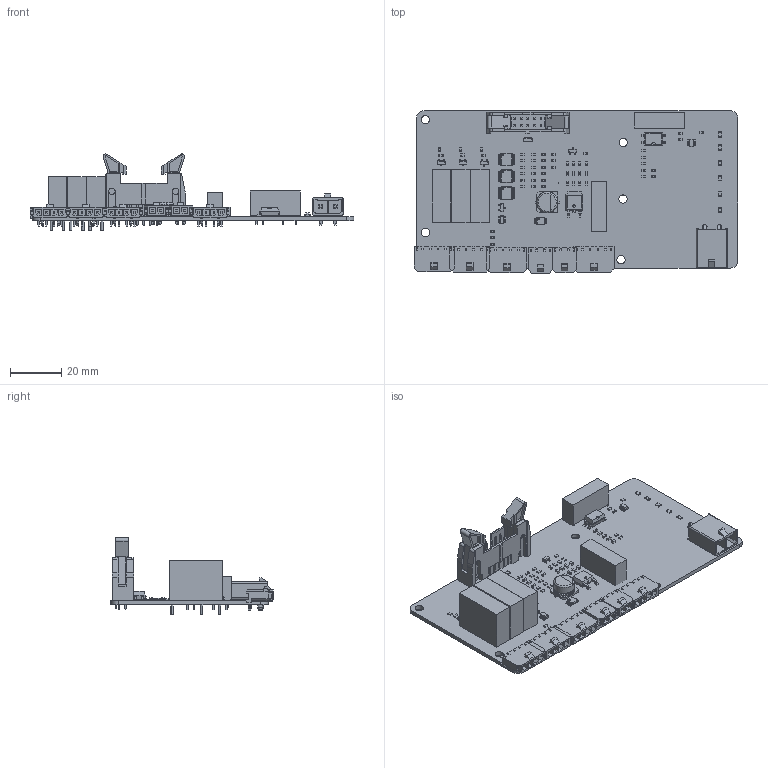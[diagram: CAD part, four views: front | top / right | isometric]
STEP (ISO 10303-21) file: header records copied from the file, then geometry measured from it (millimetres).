
FILE_DESCRIPTION(('KiCad electronic assembly'),'2;1');
FILE_NAME('rpm_TSAL.step','2024-07-23T23:30:40',('Pcbnew'),('Kicad'), 'Open CASCADE STEP processor 7.8','KiCad to STEP converter','Unknown' );
FILE_SCHEMA(('AUTOMOTIVE_DESIGN { 1 0 10303 214 1 1 1 1 }'));
Length unit declared in the file: millimetre
Products named in the file (38): rpm_TSAL 1; R_0603_1608Metric; C_0603_1608Metric; R_0805_2012Metric; SOT-23-6; SOT_23_6; TSSOP-14_4.4x5mm_P0.65mm; TSSOP_14_44x5mm_P065mm; 66200411022 (rev1); 6620xx11022; SOT-23-3; 66200211024_STP (rev1); 6620xx11024; TBA_1-1219HI; TBA1HI-SINGLE; 61201022021 (rev1); 6120xx22021; TO-252-2; CQ assembly; Nexperia_HUSON-16_USON-16-1EP_1.35x3.3mm_P0.4mm_EP0.4x2.8mm; Infineon_SG-WLL-2-3_0.58x0.28_P0.36mm; SMDIP-4_W9.53mm; SMDIP_4_W953mm; STP_MPC5_657002130101 (rev1); 6570xx130101; TSSOP-8_3x3mm_P0.65mm; TSSOP_8_3x3mm_P065mm; CP_Elec_8x5.4; CP_Elec_8x54; AZ9371-1A-12D; ASSEMBLY; rpm_TSAL_PCB
Assembly tree (107 placements, depth 3):
  rpm_TSAL 1
    R_0603_1608Metric  x31
      R_0603_1608Metric
    C_0603_1608Metric  x22
      C_0603_1608Metric
    R_0805_2012Metric  x6
      R_0805_2012Metric
    SOT-23-6  x2
      SOT_23_6
    TSSOP-14_4.4x5mm_P0.65mm  x3
      TSSOP_14_44x5mm_P065mm
    66200411022 (rev1)  x4
      6620xx11022
    SOT-23-3  x5
      SOT-23-3
    66200211024_STP (rev1)  x2
      6620xx11024
    TBA_1-1219HI  x2
      TBA1HI-SINGLE
    61201022021 (rev1)
      6120xx22021
    TO-252-2
      CQ assembly
    Nexperia_HUSON-16_USON-16-1EP_1.35x3.3mm_P0.4mm_EP0.4x2.8mm
      Nexperia_HUSON-16_USON-16-1EP_1.35x3.3mm_P0.4mm_EP0.4x2.8mm
    Infineon_SG-WLL-2-3_0.58x0.28_P0.36mm
      CQ assembly
    SMDIP-4_W9.53mm
      SMDIP_4_W953mm
    STP_MPC5_657002130101 (rev1)
      6570xx130101
    TSSOP-8_3x3mm_P0.65mm
      TSSOP_8_3x3mm_P065mm
    CP_Elec_8x5.4
      CP_Elec_8x54
    AZ9371-1A-12D  x3
      ASSEMBLY
    rpm_TSAL_PCB
Bounding box: 126.22 x 63.34 x 29.68 mm (x, y, z)
Volume: 27058.7 mm3; surface area: 34655.4 mm2
Topology: 178 solids, 178 shells, 5769 faces, 14903 edges, 9527 vertices
Faces by surface type: plane 4293, cylinder 1139, bspline 308, revolution 13, cone 12, torus 4
Full cylindrical faces by diameter (mm): 0.1 x1, 0.25 x1, 0.5 x4, 0.9 x48, 1 x19, 1.07 x20, 1.1 x12, 1.8 x2, 2.5 x16, 3 x10, 3.2 x5, 8 x2
Entity records: 75063 total; most frequent: CARTESIAN_POINT 12615, ORIENTED_EDGE 11586, DIRECTION 10795, EDGE_CURVE 5793, LINE 4864, VECTOR 4864, VERTEX_POINT 3683, AXIS2_PLACEMENT_3D 2963
